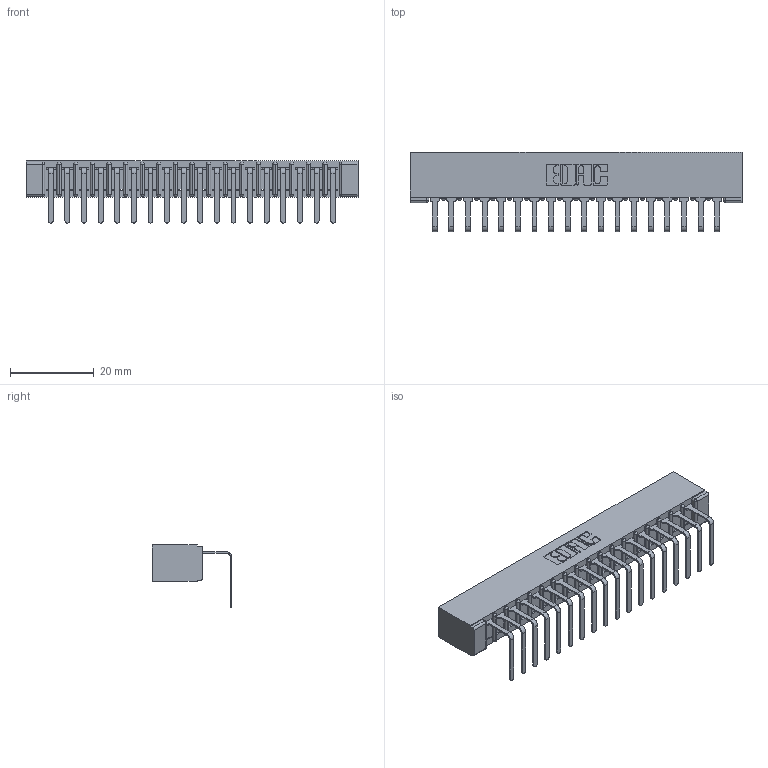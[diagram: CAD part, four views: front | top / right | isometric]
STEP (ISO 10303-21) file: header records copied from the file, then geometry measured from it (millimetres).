
FILE_DESCRIPTION (( 'STEP AP203' ), '1' );
FILE_NAME ('307-018-558-101.STEP', '2019-09-04T13:01:18', ( '' ), ( '' ), 'SwSTEP 2.0', 'SolidWorks 2016', '' );
FILE_SCHEMA (( 'CONFIG_CONTROL_DESIGN' ));
Length unit declared in the file: inch
Products named in the file (3): 307-018-558-101; 307-290-001_558 - 2 (Single); 307 Part_No Mounting Lugs
Assembly tree (19 placements, depth 2):
  307-018-558-101
    307 Part_No Mounting Lugs
    307-290-001_558 - 2 (Single)  x18
Bounding box: 79.2 x 18.96 x 14.81 mm (x, y, z)
Volume: 5290.5 mm3; surface area: 8858.2 mm2
Topology: 19 solids, 19 shells, 1209 faces, 3431 edges, 2210 vertices
Faces by surface type: plane 768, cylinder 403, sphere 38
Entity records: 18216 total; most frequent: CARTESIAN_POINT 3060, ORIENTED_EDGE 3046, DIRECTION 2989, EDGE_CURVE 1523, LINE 1159, VECTOR 1159, VERTEX_POINT 986, AXIS2_PLACEMENT_3D 915
